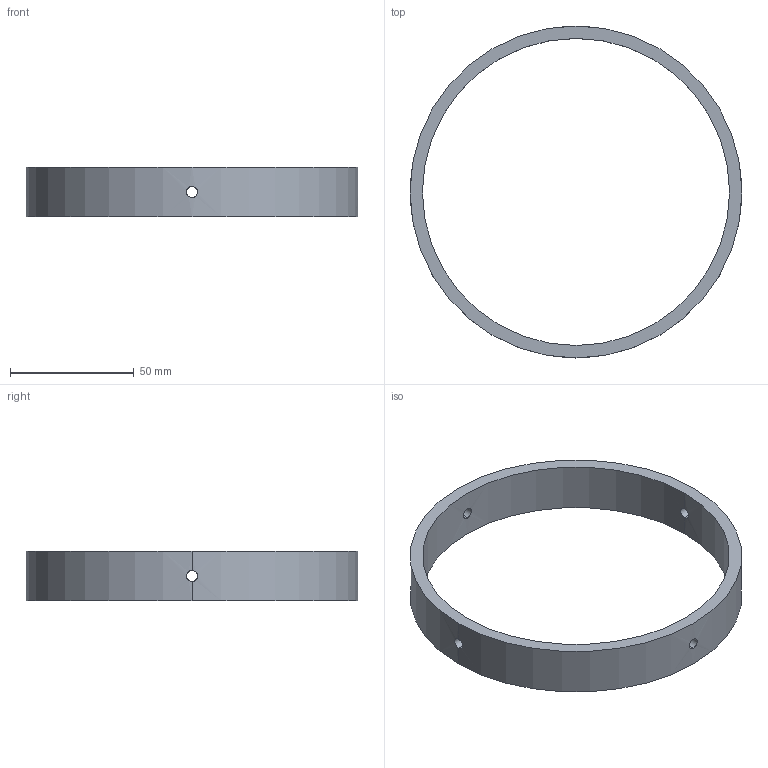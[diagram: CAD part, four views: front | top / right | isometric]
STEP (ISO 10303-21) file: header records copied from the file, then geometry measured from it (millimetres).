
FILE_DESCRIPTION (( 'STEP AP203' ), '1' );
FILE_NAME ('077356_-.step', '2019-08-07T07:48:31', ( '' ), ( '' ), 'SwSTEP 2.0', 'SolidWorks 2017', '' );
FILE_SCHEMA (( 'CONFIG_CONTROL_DESIGN' ));
Length unit declared in the file: millimetre
Products named in the file (1): 077356_-
Bounding box: 134 x 134 x 20 mm (x, y, z)
Volume: 40207.4 mm3; surface area: 20418.9 mm2
Topology: 1 solids, 1 shells, 14 faces, 40 edges, 24 vertices
Faces by surface type: cylinder 12, plane 2
Entity records: 977 total; most frequent: CARTESIAN_POINT 543, ORIENTED_EDGE 80, DIRECTION 62, EDGE_CURVE 40, VERTEX_POINT 24, AXIS2_PLACEMENT_3D 23, EDGE_LOOP 20, B_SPLINE_CURVE_WITH_KNOTS 16
